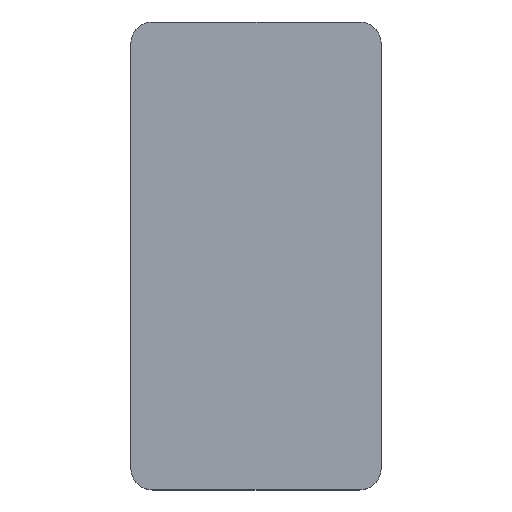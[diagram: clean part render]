
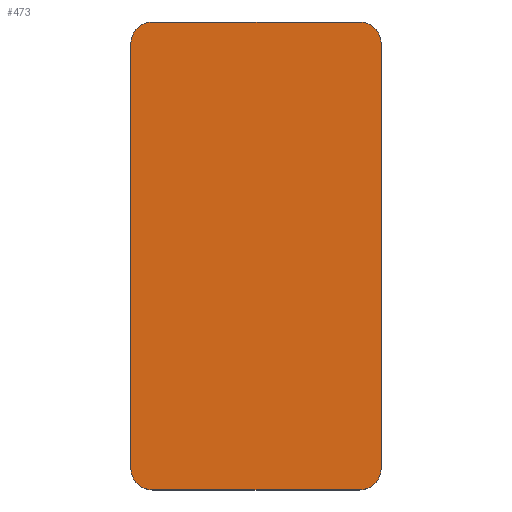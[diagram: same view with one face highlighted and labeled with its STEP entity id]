
A CAD part, top view. The second image highlights one B-rep face of the part: STEP entity #473.
In plain terms, the highlighted planar face has unit normal (0, 0, 1).
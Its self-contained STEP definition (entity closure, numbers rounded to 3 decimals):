
#26 = VECTOR ( 'NONE', #472, 1000. ) ;
#42 = CARTESIAN_POINT ( 'NONE',  ( -11.5, 19.5, 1.5 ) ) ;
#72 = ORIENTED_EDGE ( 'NONE', *, *, #787, .T. ) ;
#77 = EDGE_CURVE ( 'NONE', #837, #745, #460, .T. ) ;
#108 = CARTESIAN_POINT ( 'NONE',  ( -9.5, 21.5, 1.5 ) ) ;
#122 = DIRECTION ( 'NONE',  ( 1., 0., 0. ) ) ;
#132 = CARTESIAN_POINT ( 'NONE',  ( -9.5, -19.5, 1.5 ) ) ;
#142 = VECTOR ( 'NONE', #883, 1000. ) ;
#155 = ORIENTED_EDGE ( 'NONE', *, *, #420, .T. ) ;
#164 = LINE ( 'NONE', #879, #209 ) ;
#201 = ORIENTED_EDGE ( 'NONE', *, *, #77, .T. ) ;
#209 = VECTOR ( 'NONE', #658, 1000. ) ;
#219 = EDGE_LOOP ( 'NONE', ( #611, #712, #72, #201, #361, #155, #403, #656 ) ) ;
#246 = CARTESIAN_POINT ( 'NONE',  ( 11.5, 19.5, 1.5 ) ) ;
#251 = AXIS2_PLACEMENT_3D ( 'NONE', #342, #269, #614 ) ;
#269 = DIRECTION ( 'NONE',  ( 0., 0., 1. ) ) ;
#276 = VERTEX_POINT ( 'NONE', #806 ) ;
#305 = CARTESIAN_POINT ( 'NONE',  ( -11.5, 21.5, 1.5 ) ) ;
#323 = DIRECTION ( 'NONE',  ( 1., 0., 0. ) ) ;
#342 = CARTESIAN_POINT ( 'NONE',  ( 9.5, 19.5, 1.5 ) ) ;
#356 = CARTESIAN_POINT ( 'NONE',  ( -9.5, -21.5, 1.5 ) ) ;
#359 = EDGE_CURVE ( 'NONE', #746, #276, #553, .T. ) ;
#361 = ORIENTED_EDGE ( 'NONE', *, *, #536, .T. ) ;
#364 = CARTESIAN_POINT ( 'NONE',  ( 0., 0., 1.5 ) ) ;
#371 = AXIS2_PLACEMENT_3D ( 'NONE', #132, #899, #411 ) ;
#377 = CARTESIAN_POINT ( 'NONE',  ( 9.5, -21.5, 1.5 ) ) ;
#398 = DIRECTION ( 'NONE',  ( 0., -1., 0. ) ) ;
#403 = ORIENTED_EDGE ( 'NONE', *, *, #359, .T. ) ;
#404 = CARTESIAN_POINT ( 'NONE',  ( -9.5, 19.5, 1.5 ) ) ;
#411 = DIRECTION ( 'NONE',  ( 1., 0., 0. ) ) ;
#420 = EDGE_CURVE ( 'NONE', #740, #746, #578, .T. ) ;
#424 = EDGE_CURVE ( 'NONE', #276, #650, #492, .T. ) ;
#430 = FACE_OUTER_BOUND ( 'NONE', #219, .T. ) ;
#460 = CIRCLE ( 'NONE', #251, 2. ) ;
#466 = LINE ( 'NONE', #603, #26 ) ;
#468 = AXIS2_PLACEMENT_3D ( 'NONE', #567, #594, #581 ) ;
#472 = DIRECTION ( 'NONE',  ( 0., 1., 0. ) ) ;
#473 = ADVANCED_FACE ( 'NONE', ( #430 ), #672, .T. ) ;
#492 = CIRCLE ( 'NONE', #371, 2. ) ;
#497 = DIRECTION ( 'NONE',  ( 0., 0., 1. ) ) ;
#509 = VERTEX_POINT ( 'NONE', #641 ) ;
#536 = EDGE_CURVE ( 'NONE', #745, #740, #853, .T. ) ;
#553 = LINE ( 'NONE', #618, #854 ) ;
#567 = CARTESIAN_POINT ( 'NONE',  ( 9.5, -19.5, 1.5 ) ) ;
#578 = CIRCLE ( 'NONE', #719, 2. ) ;
#581 = DIRECTION ( 'NONE',  ( 1., 0., 0. ) ) ;
#585 = EDGE_CURVE ( 'NONE', #835, #509, #765, .T. ) ;
#594 = DIRECTION ( 'NONE',  ( 0., 0., 1. ) ) ;
#603 = CARTESIAN_POINT ( 'NONE',  ( 11.5, 21.5, 1.5 ) ) ;
#611 = ORIENTED_EDGE ( 'NONE', *, *, #904, .T. ) ;
#614 = DIRECTION ( 'NONE',  ( 1., 0., 0. ) ) ;
#618 = CARTESIAN_POINT ( 'NONE',  ( -11.5, 21.5, 1.5 ) ) ;
#641 = CARTESIAN_POINT ( 'NONE',  ( 11.5, -19.5, 1.5 ) ) ;
#650 = VERTEX_POINT ( 'NONE', #356 ) ;
#656 = ORIENTED_EDGE ( 'NONE', *, *, #424, .T. ) ;
#658 = DIRECTION ( 'NONE',  ( 1., 0., 0. ) ) ;
#672 = PLANE ( 'NONE',  #839 ) ;
#676 = DIRECTION ( 'NONE',  ( 0., 0., 1. ) ) ;
#712 = ORIENTED_EDGE ( 'NONE', *, *, #585, .T. ) ;
#719 = AXIS2_PLACEMENT_3D ( 'NONE', #404, #676, #122 ) ;
#740 = VERTEX_POINT ( 'NONE', #108 ) ;
#745 = VERTEX_POINT ( 'NONE', #880 ) ;
#746 = VERTEX_POINT ( 'NONE', #42 ) ;
#765 = CIRCLE ( 'NONE', #468, 2. ) ;
#787 = EDGE_CURVE ( 'NONE', #509, #837, #466, .T. ) ;
#806 = CARTESIAN_POINT ( 'NONE',  ( -11.5, -19.5, 1.5 ) ) ;
#835 = VERTEX_POINT ( 'NONE', #377 ) ;
#837 = VERTEX_POINT ( 'NONE', #246 ) ;
#839 = AXIS2_PLACEMENT_3D ( 'NONE', #364, #497, #323 ) ;
#853 = LINE ( 'NONE', #305, #142 ) ;
#854 = VECTOR ( 'NONE', #398, 1000. ) ;
#879 = CARTESIAN_POINT ( 'NONE',  ( -11.5, -21.5, 1.5 ) ) ;
#880 = CARTESIAN_POINT ( 'NONE',  ( 9.5, 21.5, 1.5 ) ) ;
#883 = DIRECTION ( 'NONE',  ( -1., 0., 0. ) ) ;
#899 = DIRECTION ( 'NONE',  ( 0., 0., 1. ) ) ;
#904 = EDGE_CURVE ( 'NONE', #650, #835, #164, .T. ) ;
